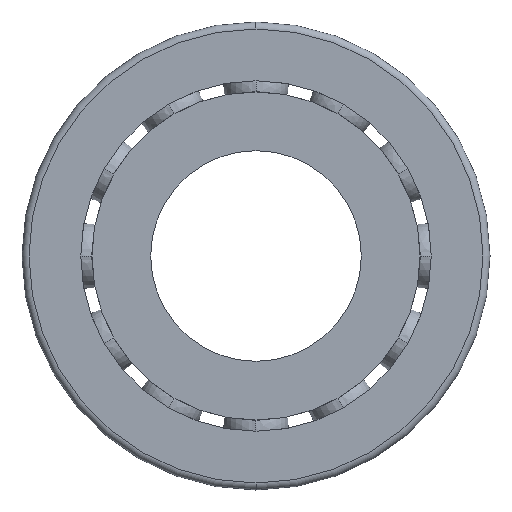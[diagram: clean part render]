
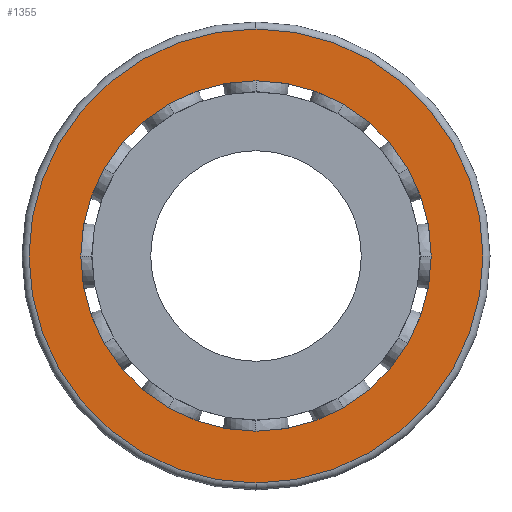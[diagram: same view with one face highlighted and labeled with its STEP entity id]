
A CAD part, left-side view. The second image highlights one B-rep face of the part: STEP entity #1355.
In plain terms, the highlighted planar face has unit normal (-1, 0, 0).
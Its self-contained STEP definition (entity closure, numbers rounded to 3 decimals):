
#1 = EDGE_LOOP ( 'NONE', ( #456, #1895 ) ) ;
#157 = VERTEX_POINT ( 'NONE', #3175 ) ;
#286 = EDGE_CURVE ( 'NONE', #157, #2852, #3453, .T. ) ;
#405 = CARTESIAN_POINT ( 'NONE',  ( 0., 0., 0. ) ) ;
#429 = AXIS2_PLACEMENT_3D ( 'NONE', #3384, #2324, #763 ) ;
#456 = ORIENTED_EDGE ( 'NONE', *, *, #4637, .T. ) ;
#486 = CARTESIAN_POINT ( 'NONE',  ( 0., 0., 37.444 ) ) ;
#763 = DIRECTION ( 'NONE',  ( 0., 0., 1. ) ) ;
#828 = VERTEX_POINT ( 'NONE', #1224 ) ;
#869 = DIRECTION ( 'NONE',  ( 0., 0., 1. ) ) ;
#896 = PLANE ( 'NONE',  #1406 ) ;
#1224 = CARTESIAN_POINT ( 'NONE',  ( 0., 0., -48.5 ) ) ;
#1321 = AXIS2_PLACEMENT_3D ( 'NONE', #405, #1870, #1905 ) ;
#1355 = ADVANCED_FACE ( 'NONE', ( #2865, #2466 ), #896, .F. ) ;
#1406 = AXIS2_PLACEMENT_3D ( 'NONE', #2812, #1649, #1616 ) ;
#1425 = DIRECTION ( 'NONE',  ( -1., 0., 0. ) ) ;
#1571 = DIRECTION ( 'NONE',  ( -1., 0., 0. ) ) ;
#1616 = DIRECTION ( 'NONE',  ( 0., 0., -1. ) ) ;
#1649 = DIRECTION ( 'NONE',  ( 1., 0., 0. ) ) ;
#1691 = VERTEX_POINT ( 'NONE', #2810 ) ;
#1870 = DIRECTION ( 'NONE',  ( -1., 0., 0. ) ) ;
#1895 = ORIENTED_EDGE ( 'NONE', *, *, #3325, .T. ) ;
#1904 = CIRCLE ( 'NONE', #4842, 48.5 ) ;
#1905 = DIRECTION ( 'NONE',  ( 0., 0., -1. ) ) ;
#1991 = EDGE_LOOP ( 'NONE', ( #3024, #3674 ) ) ;
#2036 = CARTESIAN_POINT ( 'NONE',  ( 0., 0., 0. ) ) ;
#2079 = EDGE_CURVE ( 'NONE', #2852, #157, #2693, .T. ) ;
#2179 = DIRECTION ( 'NONE',  ( 0., 0., -1. ) ) ;
#2324 = DIRECTION ( 'NONE',  ( -1., 0., 0. ) ) ;
#2466 = FACE_BOUND ( 'NONE', #1991, .T. ) ;
#2693 = CIRCLE ( 'NONE', #3438, 37.444 ) ;
#2810 = CARTESIAN_POINT ( 'NONE',  ( 0., 0., 48.5 ) ) ;
#2812 = CARTESIAN_POINT ( 'NONE',  ( 0., 50., 0. ) ) ;
#2852 = VERTEX_POINT ( 'NONE', #486 ) ;
#2865 = FACE_OUTER_BOUND ( 'NONE', #1, .T. ) ;
#3024 = ORIENTED_EDGE ( 'NONE', *, *, #2079, .F. ) ;
#3175 = CARTESIAN_POINT ( 'NONE',  ( 0., 0., -37.444 ) ) ;
#3325 = EDGE_CURVE ( 'NONE', #1691, #828, #1904, .T. ) ;
#3384 = CARTESIAN_POINT ( 'NONE',  ( 0., 0., 0. ) ) ;
#3438 = AXIS2_PLACEMENT_3D ( 'NONE', #2036, #1571, #869 ) ;
#3453 = CIRCLE ( 'NONE', #429, 37.444 ) ;
#3674 = ORIENTED_EDGE ( 'NONE', *, *, #286, .F. ) ;
#4432 = CARTESIAN_POINT ( 'NONE',  ( 0., 0., 0. ) ) ;
#4523 = CIRCLE ( 'NONE', #1321, 48.5 ) ;
#4637 = EDGE_CURVE ( 'NONE', #828, #1691, #4523, .T. ) ;
#4842 = AXIS2_PLACEMENT_3D ( 'NONE', #4432, #1425, #2179 ) ;
